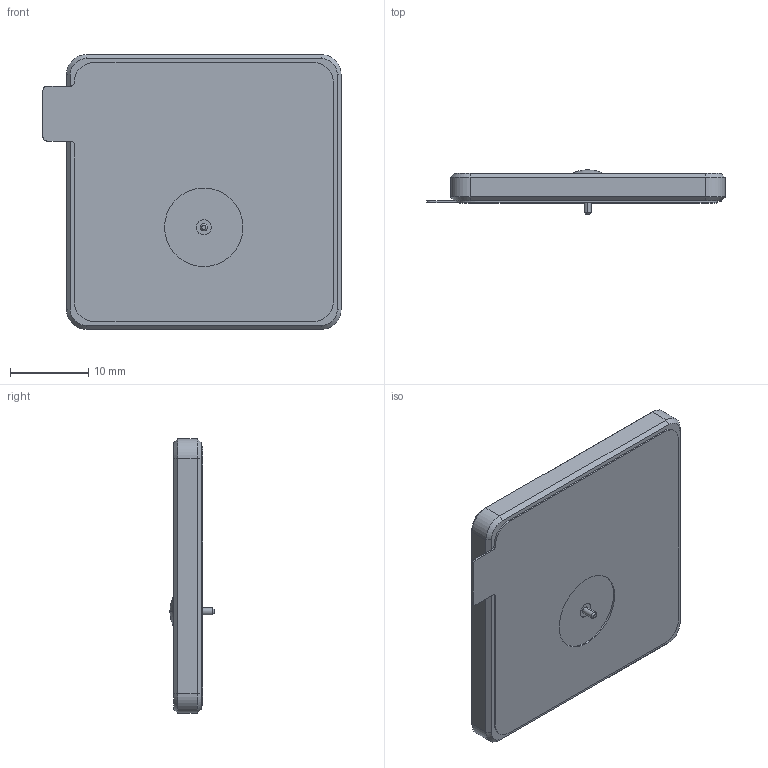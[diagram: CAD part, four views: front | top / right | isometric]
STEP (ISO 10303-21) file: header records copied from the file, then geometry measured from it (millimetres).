
FILE_DESCRIPTION (( 'STEP AP214' ), '1' );
FILE_NAME ('CGGP.35.3.A.02_web.STEP', '2020-01-03T03:30:29', ( '' ), ( '' ), 'SwSTEP 2.0', 'SolidWorks 2017', '' );
FILE_SCHEMA (( 'AUTOMOTIVE_DESIGN' ));
Length unit declared in the file: millimetre
Products named in the file (2): CGGP.35.3.A.02_web
Bounding box: 38 x 5.67 x 35 mm (x, y, z)
Surface area: 4945.6 mm2 (no closed solid volume)
Topology: 0 solids, 5 shells, 218 faces, 901 edges, 653 vertices
Faces by surface type: plane 116, bspline 69, cylinder 21, cone 10, sphere 2
Entity records: 15225 total; most frequent: CARTESIAN_POINT 6383, ORIENTED_EDGE 1356, DIRECTION 927, EDGE_CURVE 901, VERTEX_POINT 653, LINE 513, VECTOR 513, B_SPLINE_CURVE_WITH_KNOTS 332
